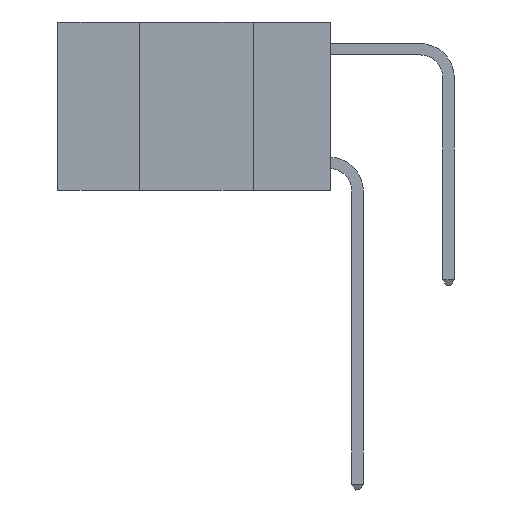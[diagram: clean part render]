
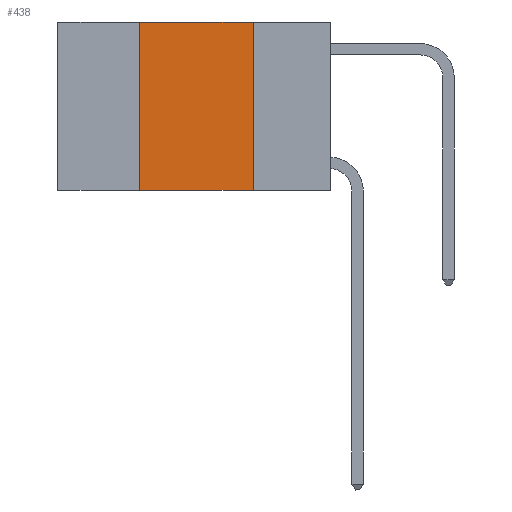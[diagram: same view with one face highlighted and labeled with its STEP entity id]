
A CAD part, left-side view. The second image highlights one B-rep face of the part: STEP entity #438.
In plain terms, the highlighted planar face has unit normal (-1, 0, 0).
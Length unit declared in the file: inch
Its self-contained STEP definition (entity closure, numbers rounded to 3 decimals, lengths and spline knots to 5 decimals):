
#305 = VECTOR ( 'NONE', #10867, 39.37008 ) ;
#438 = ADVANCED_FACE ( 'NONE', ( #6488 ), #5697, .F. ) ;
#887 = VERTEX_POINT ( 'NONE', #5204 ) ;
#1020 = EDGE_CURVE ( 'NONE', #2588, #2193, #1465, .T. ) ;
#1349 = CARTESIAN_POINT ( 'NONE',  ( 0., 0.6, 0. ) ) ;
#1375 = DIRECTION ( 'NONE',  ( 0., -1., 0. ) ) ;
#1465 = LINE ( 'NONE', #1349, #6639 ) ;
#2193 = VERTEX_POINT ( 'NONE', #7131 ) ;
#2338 = EDGE_LOOP ( 'NONE', ( #3426, #3548, #3661, #4035 ) ) ;
#2588 = VERTEX_POINT ( 'NONE', #3683 ) ;
#2938 = CARTESIAN_POINT ( 'NONE',  ( 0., 0.6, -0.37 ) ) ;
#3426 = ORIENTED_EDGE ( 'NONE', *, *, #6288, .F. ) ;
#3548 = ORIENTED_EDGE ( 'NONE', *, *, #1020, .F. ) ;
#3661 = ORIENTED_EDGE ( 'NONE', *, *, #6289, .F. ) ;
#3683 = CARTESIAN_POINT ( 'NONE',  ( 0., 0.42, 0. ) ) ;
#3708 = VECTOR ( 'NONE', #7001, 39.37008 ) ;
#4035 = ORIENTED_EDGE ( 'NONE', *, *, #6300, .T. ) ;
#4953 = CARTESIAN_POINT ( 'NONE',  ( 0., 0.42, 0. ) ) ;
#5029 = DIRECTION ( 'NONE',  ( 1., 0., 0. ) ) ;
#5204 = CARTESIAN_POINT ( 'NONE',  ( 0., 0.17, -0.37 ) ) ;
#5697 = PLANE ( 'NONE',  #8440 ) ;
#5962 = DIRECTION ( 'NONE',  ( 0., 0., 1. ) ) ;
#6093 = VECTOR ( 'NONE', #5962, 39.37008 ) ;
#6288 = EDGE_CURVE ( 'NONE', #2193, #887, #11532, .T. ) ;
#6289 = EDGE_CURVE ( 'NONE', #6765, #2588, #11243, .T. ) ;
#6300 = EDGE_CURVE ( 'NONE', #6765, #887, #10964, .T. ) ;
#6488 = FACE_OUTER_BOUND ( 'NONE', #2338, .T. ) ;
#6639 = VECTOR ( 'NONE', #1375, 39.37008 ) ;
#6765 = VERTEX_POINT ( 'NONE', #12640 ) ;
#7001 = DIRECTION ( 'NONE',  ( 0., 0., -1. ) ) ;
#7131 = CARTESIAN_POINT ( 'NONE',  ( 0., 0.17, 0. ) ) ;
#8423 = DIRECTION ( 'NONE',  ( 0., 0., -1. ) ) ;
#8440 = AXIS2_PLACEMENT_3D ( 'NONE', #9297, #5029, #8423 ) ;
#9297 = CARTESIAN_POINT ( 'NONE',  ( 0., 0.6, 0. ) ) ;
#9856 = CARTESIAN_POINT ( 'NONE',  ( 0., 0.17, 0. ) ) ;
#10867 = DIRECTION ( 'NONE',  ( 0., -1., 0. ) ) ;
#10964 = LINE ( 'NONE', #2938, #305 ) ;
#11243 = LINE ( 'NONE', #4953, #6093 ) ;
#11532 = LINE ( 'NONE', #9856, #3708 ) ;
#12640 = CARTESIAN_POINT ( 'NONE',  ( 0., 0.42, -0.37 ) ) ;
